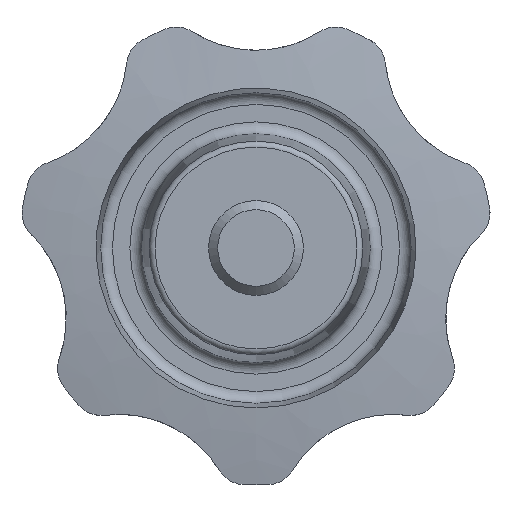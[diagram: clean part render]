
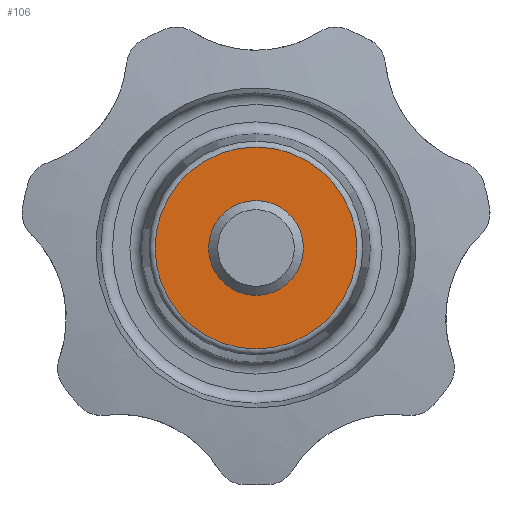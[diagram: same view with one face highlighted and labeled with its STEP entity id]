
A CAD part, front view. The second image highlights one B-rep face of the part: STEP entity #106.
In plain terms, the highlighted planar face has unit normal (0, -1, 0).
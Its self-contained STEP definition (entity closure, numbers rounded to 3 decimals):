
#106 = ADVANCED_FACE( '', ( #228, #229 ), #230, .F. );
#228 = FACE_BOUND( '', #400, .T. );
#229 = FACE_OUTER_BOUND( '', #401, .T. );
#230 = PLANE( '', #402 );
#400 = EDGE_LOOP( '', ( #683 ) );
#401 = EDGE_LOOP( '', ( #684 ) );
#402 = AXIS2_PLACEMENT_3D( '', #685, #686, #687 );
#683 = ORIENTED_EDGE( '', *, *, #939, .F. );
#684 = ORIENTED_EDGE( '', *, *, #922, .T. );
#685 = CARTESIAN_POINT( '', ( 8.52, 0., 0. ) );
#686 = DIRECTION( '', ( 0., 1., 0. ) );
#687 = DIRECTION( '', ( 0., 0., 1. ) );
#922 = EDGE_CURVE( '', #1107, #1107, #1108, .T. );
#939 = EDGE_CURVE( '', #1131, #1131, #1132, .T. );
#1107 = VERTEX_POINT( '', #1677 );
#1108 = CIRCLE( '', #1678, 8.52 );
#1131 = VERTEX_POINT( '', #1749 );
#1132 = CIRCLE( '', #1750, 4. );
#1677 = CARTESIAN_POINT( '', ( 0., 0., -8.52 ) );
#1678 = AXIS2_PLACEMENT_3D( '', #1956, #1957, #1958 );
#1749 = CARTESIAN_POINT( '', ( 0., 0., -4. ) );
#1750 = AXIS2_PLACEMENT_3D( '', #1969, #1970, #1971 );
#1956 = CARTESIAN_POINT( '', ( 0., 0., 0. ) );
#1957 = DIRECTION( '', ( 0., -1., 0. ) );
#1958 = DIRECTION( '', ( 0., 0., -1. ) );
#1969 = CARTESIAN_POINT( '', ( 0., 0., 0. ) );
#1970 = DIRECTION( '', ( 0., -1., 0. ) );
#1971 = DIRECTION( '', ( 0., 0., -1. ) );
